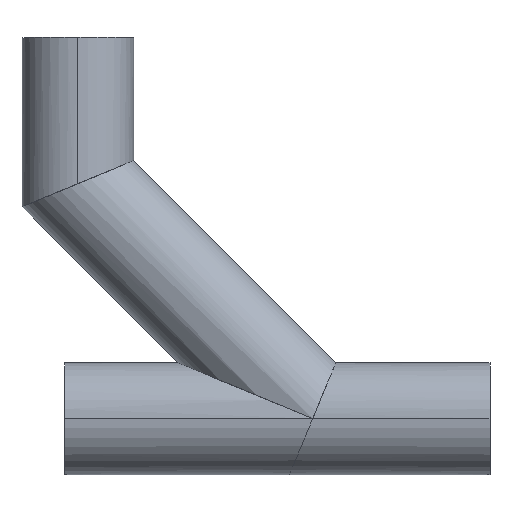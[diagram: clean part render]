
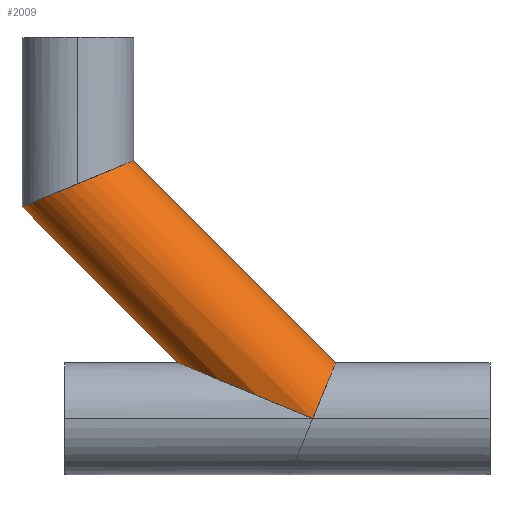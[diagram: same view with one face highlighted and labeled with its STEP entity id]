
A CAD part, top view. The second image highlights one B-rep face of the part: STEP entity #2009.
In plain terms, the highlighted cylindrical face has radius 80.01 mm (diameter 160.02 mm), a partial arc.
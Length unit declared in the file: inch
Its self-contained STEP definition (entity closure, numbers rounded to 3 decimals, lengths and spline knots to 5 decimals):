
#12 = CARTESIAN_POINT ( 'NONE',  ( -17.60477, 3.15, 1.84523 ) ) ;
#179 = CARTESIAN_POINT ( 'NONE',  ( -8.69523, 3.15, 1.84523 ) ) ;
#236 = CARTESIAN_POINT ( 'NONE',  ( -29.55, 19.55, 0. ) ) ;
#241 = CARTESIAN_POINT ( 'NONE',  ( -10., 0., 3.15 ) ) ;
#254 = CARTESIAN_POINT ( 'NONE',  ( -8.69523, 3.15, 0. ) ) ;
#268 = ORIENTED_EDGE ( 'NONE', *, *, #893, .F. ) ;
#273 = DIRECTION ( 'NONE',  ( 0.707, 0.707, 0. ) ) ;
#462 = CARTESIAN_POINT ( 'NONE',  ( -8.69523, 3.15, 0. ) ) ;
#501 = EDGE_CURVE ( 'NONE', #4117, #1684, #848, .T. ) ;
#631 = CARTESIAN_POINT ( 'NONE',  ( -17.60477, 3.15, 0. ) ) ;
#665 = DIRECTION ( 'NONE',  ( 0.707, -0.707, 0. ) ) ;
#844 = AXIS2_PLACEMENT_3D ( 'NONE', #236, #665, #273 ) ;
#848 = LINE ( 'NONE', #3400, #1000 ) ;
#893 = EDGE_CURVE ( 'NONE', #2036, #2072, #1156, .T. ) ;
#909 = ORIENTED_EDGE ( 'NONE', *, *, #2687, .F. ) ;
#1000 = VECTOR ( 'NONE', #3651, 39.37008 ) ;
#1153 = CARTESIAN_POINT ( 'NONE',  ( -9.23568, 1.84523, 3.15 ) ) ;
#1156 =( BOUNDED_CURVE ( )  B_SPLINE_CURVE ( 3, ( #254, #179, #1153, #2728 ),
 .UNSPECIFIED., .F., .F. ) 
 B_SPLINE_CURVE_WITH_KNOTS ( ( 4, 4 ),
 ( 0., 1.5708 ),
 .UNSPECIFIED. ) 
 CURVE ( )  GEOMETRIC_REPRESENTATION_ITEM ( )  RATIONAL_B_SPLINE_CURVE ( ( 1., 0.805, 0.805, 1. ) ) 
 REPRESENTATION_ITEM ( '' )  );
#1505 = CARTESIAN_POINT ( 'NONE',  ( -26.4, 11.94523, 0. ) ) ;
#1519 = CARTESIAN_POINT ( 'NONE',  ( -17.60477, 3.15, 0. ) ) ;
#1572 = ORIENTED_EDGE ( 'NONE', *, *, #3281, .F. ) ;
#1684 = VERTEX_POINT ( 'NONE', #631 ) ;
#1715 = DIRECTION ( 'NONE',  ( 0.707, -0.707, 0. ) ) ;
#1980 = ORIENTED_EDGE ( 'NONE', *, *, #501, .T. ) ;
#2009 = ADVANCED_FACE ( 'NONE', ( #2943 ), #2217, .T. ) ;
#2036 = VERTEX_POINT ( 'NONE', #462 ) ;
#2050 = EDGE_CURVE ( 'NONE', #2814, #2036, #4069, .T. ) ;
#2072 = VERTEX_POINT ( 'NONE', #3665 ) ;
#2171 =( BOUNDED_CURVE ( )  B_SPLINE_CURVE ( 3, ( #2743, #2718, #2821, #2223 ),
 .UNSPECIFIED., .F., .T. ) 
 B_SPLINE_CURVE_WITH_KNOTS ( ( 4, 4 ),
 ( 3.14159, 6.28319 ),
 .UNSPECIFIED. ) 
 CURVE ( )  GEOMETRIC_REPRESENTATION_ITEM ( )  RATIONAL_B_SPLINE_CURVE ( ( 1., 0.333, 0.333, 1. ) ) 
 REPRESENTATION_ITEM ( '' )  );
#2217 = CYLINDRICAL_SURFACE ( 'NONE', #844, 3.15 ) ;
#2223 = CARTESIAN_POINT ( 'NONE',  ( -20.1, 14.55477, 0. ) ) ;
#2362 = CARTESIAN_POINT ( 'NONE',  ( -27.32261, 21.77739, 0. ) ) ;
#2469 = CARTESIAN_POINT ( 'NONE',  ( -14.45477, 1.84523, 3.15 ) ) ;
#2482 = ORIENTED_EDGE ( 'NONE', *, *, #2050, .F. ) ;
#2687 = EDGE_CURVE ( 'NONE', #4117, #2814, #2171, .T. ) ;
#2693 = CARTESIAN_POINT ( 'NONE',  ( -20.1, 14.55477, 0. ) ) ;
#2718 = CARTESIAN_POINT ( 'NONE',  ( -26.4, 11.94523, 6.3 ) ) ;
#2728 = CARTESIAN_POINT ( 'NONE',  ( -10., 0., 3.15 ) ) ;
#2743 = CARTESIAN_POINT ( 'NONE',  ( -26.4, 11.94523, 0. ) ) ;
#2814 = VERTEX_POINT ( 'NONE', #2693 ) ;
#2821 = CARTESIAN_POINT ( 'NONE',  ( -20.1, 14.55477, 6.3 ) ) ;
#2943 = FACE_OUTER_BOUND ( 'NONE', #3507, .T. ) ;
#3281 = EDGE_CURVE ( 'NONE', #2072, #1684, #3452, .T. ) ;
#3400 = CARTESIAN_POINT ( 'NONE',  ( -31.77739, 17.32261, 0. ) ) ;
#3452 =( BOUNDED_CURVE ( )  B_SPLINE_CURVE ( 3, ( #241, #2469, #12, #1519 ),
 .UNSPECIFIED., .F., .F. ) 
 B_SPLINE_CURVE_WITH_KNOTS ( ( 4, 4 ),
 ( 1.5708, 3.14159 ),
 .UNSPECIFIED. ) 
 CURVE ( )  GEOMETRIC_REPRESENTATION_ITEM ( )  RATIONAL_B_SPLINE_CURVE ( ( 1., 0.805, 0.805, 1. ) ) 
 REPRESENTATION_ITEM ( '' )  );
#3507 = EDGE_LOOP ( 'NONE', ( #909, #1980, #1572, #268, #2482 ) ) ;
#3651 = DIRECTION ( 'NONE',  ( 0.707, -0.707, 0. ) ) ;
#3665 = CARTESIAN_POINT ( 'NONE',  ( -10., 0., 3.15 ) ) ;
#3819 = VECTOR ( 'NONE', #1715, 39.37008 ) ;
#4069 = LINE ( 'NONE', #2362, #3819 ) ;
#4117 = VERTEX_POINT ( 'NONE', #1505 ) ;
